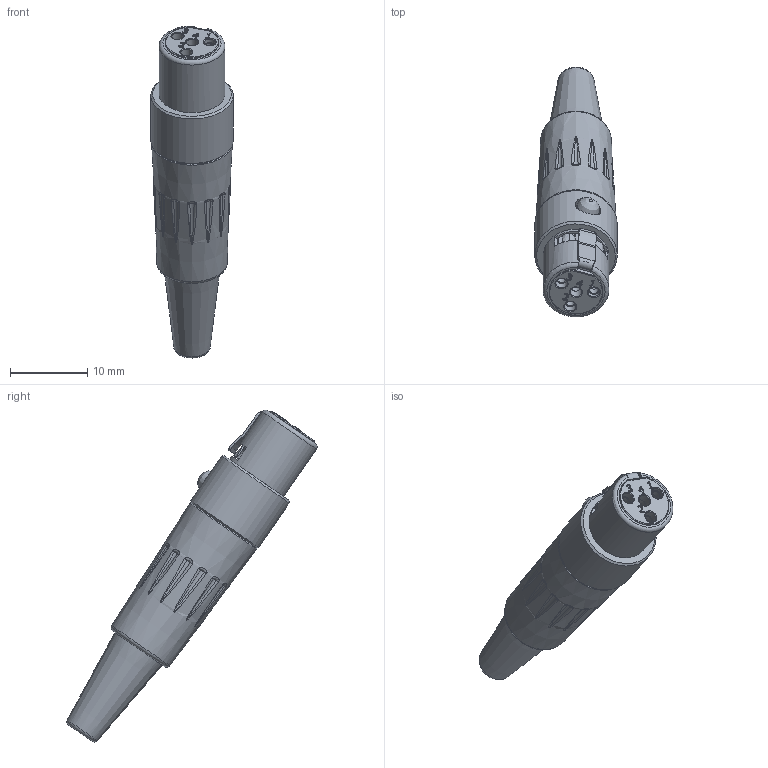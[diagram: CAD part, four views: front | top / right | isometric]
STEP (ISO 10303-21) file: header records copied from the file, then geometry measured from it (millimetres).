
FILE_DESCRIPTION((''),'2;1');
FILE_NAME('AG3F.stp','2015-12-14T16:10:15',('minh'),(''),'Autodesk Inventor 2012','Autodesk Inventor 2012','');
FILE_SCHEMA(('AUTOMOTIVE_DESIGN { 1 0 10303 214 1 1 1 1 }'));
Length unit declared in the file: inch
Products named in the file (1): 55010459-000_Shrinkwrap_2
Bounding box: 10.69 x 32.46 x 43.05 mm (x, y, z)
Surface area: 2511.7 mm2 (no closed solid volume)
Topology: 0 solids, 15 shells, 135 faces, 664 edges, 520 vertices
Faces by surface type: cylinder 44, bspline 40, plane 36, torus 9, cone 6
Full cylindrical faces by diameter (mm): 1.5 x4, 3 x1, 3.5 x2, 7.9 x1, 8.55 x1, 10.7 x1
Entity records: 14243 total; most frequent: CARTESIAN_POINT 9440, DIRECTION 832, ORIENTED_EDGE 810, EDGE_CURVE 620, VERTEX_POINT 503, AXIS2_PLACEMENT_3D 308, VECTOR 216, LINE 216
